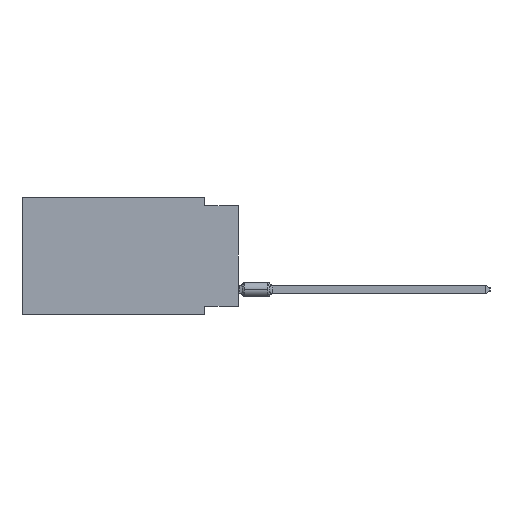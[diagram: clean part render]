
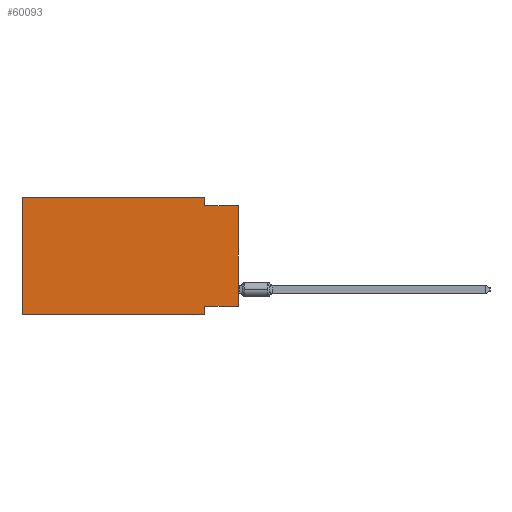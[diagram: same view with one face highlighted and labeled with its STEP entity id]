
A CAD part, left-side view. The second image highlights one B-rep face of the part: STEP entity #60093.
In plain terms, the highlighted planar face has unit normal (-1, 0, 0).
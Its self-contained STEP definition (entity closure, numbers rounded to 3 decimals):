
#563 = VERTEX_POINT ( 'NONE', #12068 ) ;
#1255 = ORIENTED_EDGE ( 'NONE', *, *, #49797, .F. ) ;
#2973 = CARTESIAN_POINT ( 'NONE',  ( 0., 2.54, -8.89 ) ) ;
#3485 = CARTESIAN_POINT ( 'NONE',  ( 0., 16.383, -8.89 ) ) ;
#3675 = VECTOR ( 'NONE', #33723, 1000. ) ;
#4010 = VECTOR ( 'NONE', #20164, 1000. ) ;
#4382 = EDGE_CURVE ( 'NONE', #48669, #563, #55070, .T. ) ;
#5490 = VECTOR ( 'NONE', #35067, 1000. ) ;
#5494 = CARTESIAN_POINT ( 'NONE',  ( 0., 16.383, 0. ) ) ;
#6195 = VECTOR ( 'NONE', #43743, 1000. ) ;
#6806 = DIRECTION ( 'NONE',  ( 0., -1., 0. ) ) ;
#7406 = VERTEX_POINT ( 'NONE', #19294 ) ;
#7972 = CARTESIAN_POINT ( 'NONE',  ( 0., 2.54, -0.635 ) ) ;
#8651 = VECTOR ( 'NONE', #52441, 1000. ) ;
#9085 = DIRECTION ( 'NONE',  ( 1., 0., 0. ) ) ;
#9197 = CARTESIAN_POINT ( 'NONE',  ( 0., 16.383, -8.89 ) ) ;
#9718 = CARTESIAN_POINT ( 'NONE',  ( 0., 0., 0. ) ) ;
#10064 = FACE_OUTER_BOUND ( 'NONE', #43413, .T. ) ;
#12068 = CARTESIAN_POINT ( 'NONE',  ( 0., 0., -0.635 ) ) ;
#13405 = ORIENTED_EDGE ( 'NONE', *, *, #57091, .F. ) ;
#14685 = VECTOR ( 'NONE', #22510, 1000. ) ;
#15864 = CARTESIAN_POINT ( 'NONE',  ( 0., 0., -8.255 ) ) ;
#18955 = CARTESIAN_POINT ( 'NONE',  ( 0., 16.383, 0. ) ) ;
#19148 = EDGE_CURVE ( 'NONE', #38209, #44069, #62234, .T. ) ;
#19294 = CARTESIAN_POINT ( 'NONE',  ( 0., 2.54, -8.255 ) ) ;
#19593 = ORIENTED_EDGE ( 'NONE', *, *, #19148, .F. ) ;
#20164 = DIRECTION ( 'NONE',  ( 0., 0., 1. ) ) ;
#21091 = ORIENTED_EDGE ( 'NONE', *, *, #4382, .T. ) ;
#22510 = DIRECTION ( 'NONE',  ( 0., 0., -1. ) ) ;
#24113 = PLANE ( 'NONE',  #44123 ) ;
#24241 = ORIENTED_EDGE ( 'NONE', *, *, #52497, .T. ) ;
#24309 = LINE ( 'NONE', #44193, #5490 ) ;
#25402 = DIRECTION ( 'NONE',  ( 0., 0., -1. ) ) ;
#27415 = LINE ( 'NONE', #47323, #14685 ) ;
#28145 = EDGE_CURVE ( 'NONE', #48669, #7406, #45073, .T. ) ;
#28282 = VERTEX_POINT ( 'NONE', #3485 ) ;
#28502 = CARTESIAN_POINT ( 'NONE',  ( 0., 2.54, 0. ) ) ;
#28513 = LINE ( 'NONE', #58197, #3675 ) ;
#33723 = DIRECTION ( 'NONE',  ( 0., 0., -1. ) ) ;
#35067 = DIRECTION ( 'NONE',  ( 0., -1., 0. ) ) ;
#36210 = CARTESIAN_POINT ( 'NONE',  ( 0., 16.383, 0. ) ) ;
#38209 = VERTEX_POINT ( 'NONE', #56668 ) ;
#40059 = ORIENTED_EDGE ( 'NONE', *, *, #48042, .F. ) ;
#43413 = EDGE_LOOP ( 'NONE', ( #21091, #13405, #56302, #19593, #40059, #24241, #1255, #48004 ) ) ;
#43743 = DIRECTION ( 'NONE',  ( 0., 0., 1. ) ) ;
#44069 = VERTEX_POINT ( 'NONE', #28502 ) ;
#44123 = AXIS2_PLACEMENT_3D ( 'NONE', #5494, #9085, #25402 ) ;
#44193 = CARTESIAN_POINT ( 'NONE',  ( 0., 0., -0.635 ) ) ;
#45073 = LINE ( 'NONE', #63501, #8651 ) ;
#45875 = VERTEX_POINT ( 'NONE', #7972 ) ;
#47323 = CARTESIAN_POINT ( 'NONE',  ( 0., 2.54, 0. ) ) ;
#48004 = ORIENTED_EDGE ( 'NONE', *, *, #28145, .F. ) ;
#48008 = LINE ( 'NONE', #18955, #6195 ) ;
#48042 = EDGE_CURVE ( 'NONE', #28282, #38209, #48008, .T. ) ;
#48669 = VERTEX_POINT ( 'NONE', #15864 ) ;
#49021 = DIRECTION ( 'NONE',  ( 0., -1., 0. ) ) ;
#49797 = EDGE_CURVE ( 'NONE', #7406, #59572, #28513, .T. ) ;
#52441 = DIRECTION ( 'NONE',  ( 0., 1., 0. ) ) ;
#52497 = EDGE_CURVE ( 'NONE', #28282, #59572, #57504, .T. ) ;
#54899 = EDGE_CURVE ( 'NONE', #44069, #45875, #27415, .T. ) ;
#55070 = LINE ( 'NONE', #9718, #4010 ) ;
#56302 = ORIENTED_EDGE ( 'NONE', *, *, #54899, .F. ) ;
#56668 = CARTESIAN_POINT ( 'NONE',  ( 0., 16.383, 0. ) ) ;
#57091 = EDGE_CURVE ( 'NONE', #45875, #563, #24309, .T. ) ;
#57504 = LINE ( 'NONE', #9197, #58340 ) ;
#58197 = CARTESIAN_POINT ( 'NONE',  ( 0., 2.54, -8.89 ) ) ;
#58340 = VECTOR ( 'NONE', #49021, 1000. ) ;
#59572 = VERTEX_POINT ( 'NONE', #2973 ) ;
#60093 = ADVANCED_FACE ( 'NONE', ( #10064 ), #24113, .F. ) ;
#60694 = VECTOR ( 'NONE', #6806, 1000. ) ;
#62234 = LINE ( 'NONE', #36210, #60694 ) ;
#63501 = CARTESIAN_POINT ( 'NONE',  ( 0., 0., -8.255 ) ) ;
